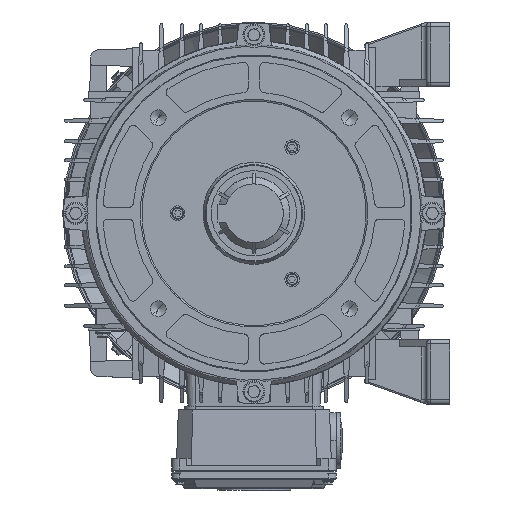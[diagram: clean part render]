
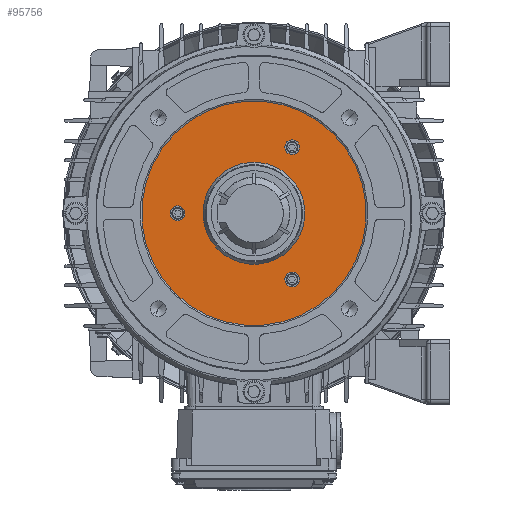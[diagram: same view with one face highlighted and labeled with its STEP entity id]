
A CAD part, left-side view. The second image highlights one B-rep face of the part: STEP entity #95756.
In plain terms, the highlighted planar face has unit normal (-1, 0, 0).
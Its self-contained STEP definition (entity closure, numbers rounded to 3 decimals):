
#2849 = FACE_OUTER_BOUND ( 'NONE', #6890, .T. ) ;
#3064 = CIRCLE ( 'NONE', #34691, 34.732 ) ;
#4120 = CIRCLE ( 'NONE', #135662, 5. ) ;
#6890 = EDGE_LOOP ( 'NONE', ( #136914, #154067 ) ) ;
#7297 = AXIS2_PLACEMENT_3D ( 'NONE', #112717, #36745, #125485 ) ;
#8448 = EDGE_CURVE ( 'NONE', #93013, #83495, #96044, .T. ) ;
#10384 = CARTESIAN_POINT ( 'NONE',  ( 3., 13.459, 45.228 ) ) ;
#11864 = CARTESIAN_POINT ( 'NONE',  ( 3., 0., -76.5 ) ) ;
#12775 = EDGE_LOOP ( 'NONE', ( #104851, #154785 ) ) ;
#13300 = AXIS2_PLACEMENT_3D ( 'NONE', #37597, #126371, #50341 ) ;
#18442 = VERTEX_POINT ( 'NONE', #146066 ) ;
#20398 = AXIS2_PLACEMENT_3D ( 'NONE', #59887, #148574, #72658 ) ;
#20976 = VERTEX_POINT ( 'NONE', #33371 ) ;
#22331 = CARTESIAN_POINT ( 'NONE',  ( 3., -50.228, -8.459 ) ) ;
#23867 = CIRCLE ( 'NONE', #153760, 76.5 ) ;
#26342 = VERTEX_POINT ( 'NONE', #10384 ) ;
#28793 = CARTESIAN_POINT ( 'NONE',  ( 3., -50.228, -13.459 ) ) ;
#30772 = EDGE_CURVE ( 'NONE', #122402, #50048, #23867, .T. ) ;
#33371 = CARTESIAN_POINT ( 'NONE',  ( 3., 36.77, -31.77 ) ) ;
#33989 = CARTESIAN_POINT ( 'NONE',  ( 3., 0., 0. ) ) ;
#34691 = AXIS2_PLACEMENT_3D ( 'NONE', #136417, #60441, #149154 ) ;
#36541 = FACE_BOUND ( 'NONE', #12775, .T. ) ;
#36745 = DIRECTION ( 'NONE',  ( -1., 0., 0. ) ) ;
#37597 = CARTESIAN_POINT ( 'NONE',  ( 3., 0., 0. ) ) ;
#38486 = CARTESIAN_POINT ( 'NONE',  ( 3., 0., 0. ) ) ;
#39518 = VERTEX_POINT ( 'NONE', #142143 ) ;
#40253 = ORIENTED_EDGE ( 'NONE', *, *, #53405, .F. ) ;
#41555 = DIRECTION ( 'NONE',  ( 0., 0.866, -0.5 ) ) ;
#43800 = CARTESIAN_POINT ( 'NONE',  ( 3., 0., 76.5 ) ) ;
#45797 = DIRECTION ( 'NONE',  ( 0., 0., -1. ) ) ;
#46704 = DIRECTION ( 'NONE',  ( 0., 0., 1. ) ) ;
#48341 = DIRECTION ( 'NONE',  ( -1., 0., 0. ) ) ;
#49645 = VERTEX_POINT ( 'NONE', #130361 ) ;
#50048 = VERTEX_POINT ( 'NONE', #11864 ) ;
#50341 = DIRECTION ( 'NONE',  ( 0., 0., 1. ) ) ;
#51219 = DIRECTION ( 'NONE',  ( 0., 0., 1. ) ) ;
#52425 = ORIENTED_EDGE ( 'NONE', *, *, #98157, .F. ) ;
#53144 = AXIS2_PLACEMENT_3D ( 'NONE', #28793, #117580, #41555 ) ;
#53405 = EDGE_CURVE ( 'NONE', #83495, #93013, #76201, .T. ) ;
#59887 = CARTESIAN_POINT ( 'NONE',  ( 3., 36.77, -36.77 ) ) ;
#60441 = DIRECTION ( 'NONE',  ( -1., 0., 0. ) ) ;
#60514 = ORIENTED_EDGE ( 'NONE', *, *, #84748, .F. ) ;
#63375 = CARTESIAN_POINT ( 'NONE',  ( 3., 13.459, 50.228 ) ) ;
#69359 = AXIS2_PLACEMENT_3D ( 'NONE', #33989, #122753, #46704 ) ;
#70382 = FACE_BOUND ( 'NONE', #126774, .T. ) ;
#72658 = DIRECTION ( 'NONE',  ( 0., 0., 1. ) ) ;
#73527 = DIRECTION ( 'NONE',  ( -1., 0., 0. ) ) ;
#74308 = FACE_BOUND ( 'NONE', #81091, .T. ) ;
#76120 = DIRECTION ( 'NONE',  ( 0., -0.866, -0.5 ) ) ;
#76201 = CIRCLE ( 'NONE', #7297, 5. ) ;
#81091 = EDGE_LOOP ( 'NONE', ( #108057, #52425 ) ) ;
#83495 = VERTEX_POINT ( 'NONE', #155068 ) ;
#84279 = EDGE_CURVE ( 'NONE', #18442, #39518, #139695, .T. ) ;
#84748 = EDGE_CURVE ( 'NONE', #49645, #20976, #159242, .T. ) ;
#93013 = VERTEX_POINT ( 'NONE', #22331 ) ;
#95756 = ADVANCED_FACE ( 'NONE', ( #70382, #74308, #104056, #36541, #2849 ), #146785, .F. ) ;
#96044 = CIRCLE ( 'NONE', #53144, 5. ) ;
#96298 = CARTESIAN_POINT ( 'NONE',  ( 3., 34.732, 0. ) ) ;
#98157 = EDGE_CURVE ( 'NONE', #26342, #163784, #4120, .T. ) ;
#98827 = AXIS2_PLACEMENT_3D ( 'NONE', #124358, #48341, #137108 ) ;
#100633 = ORIENTED_EDGE ( 'NONE', *, *, #8448, .F. ) ;
#104056 = FACE_BOUND ( 'NONE', #159562, .T. ) ;
#104851 = ORIENTED_EDGE ( 'NONE', *, *, #84279, .F. ) ;
#105221 = CIRCLE ( 'NONE', #98827, 5. ) ;
#108057 = ORIENTED_EDGE ( 'NONE', *, *, #127444, .F. ) ;
#112717 = CARTESIAN_POINT ( 'NONE',  ( 3., -50.228, -13.459 ) ) ;
#117580 = DIRECTION ( 'NONE',  ( -1., 0., 0. ) ) ;
#121477 = EDGE_CURVE ( 'NONE', #20976, #49645, #142914, .T. ) ;
#121576 = ORIENTED_EDGE ( 'NONE', *, *, #121477, .F. ) ;
#121867 = DIRECTION ( 'NONE',  ( 1., 0., 0. ) ) ;
#122402 = VERTEX_POINT ( 'NONE', #43800 ) ;
#122641 = EDGE_CURVE ( 'NONE', #50048, #122402, #142126, .T. ) ;
#122753 = DIRECTION ( 'NONE',  ( -1., 0., 0. ) ) ;
#123909 = EDGE_CURVE ( 'NONE', #39518, #18442, #3064, .T. ) ;
#124358 = CARTESIAN_POINT ( 'NONE',  ( 3., 13.459, 50.228 ) ) ;
#125485 = DIRECTION ( 'NONE',  ( 0., 0.866, -0.5 ) ) ;
#126371 = DIRECTION ( 'NONE',  ( -1., 0., 0. ) ) ;
#126774 = EDGE_LOOP ( 'NONE', ( #100633, #40253 ) ) ;
#127239 = DIRECTION ( 'NONE',  ( -1., 0., 0. ) ) ;
#127444 = EDGE_CURVE ( 'NONE', #163784, #26342, #105221, .T. ) ;
#130361 = CARTESIAN_POINT ( 'NONE',  ( 3., 36.77, -41.77 ) ) ;
#135662 = AXIS2_PLACEMENT_3D ( 'NONE', #63375, #151993, #76120 ) ;
#136417 = CARTESIAN_POINT ( 'NONE',  ( 3., 0., 0. ) ) ;
#136914 = ORIENTED_EDGE ( 'NONE', *, *, #30772, .T. ) ;
#137108 = DIRECTION ( 'NONE',  ( 0., -0.866, -0.5 ) ) ;
#137386 = CARTESIAN_POINT ( 'NONE',  ( 3., 13.459, 55.228 ) ) ;
#139695 = CIRCLE ( 'NONE', #69359, 34.732 ) ;
#140733 = AXIS2_PLACEMENT_3D ( 'NONE', #96298, #121867, #45797 ) ;
#142126 = CIRCLE ( 'NONE', #13300, 76.5 ) ;
#142143 = CARTESIAN_POINT ( 'NONE',  ( 3., 0., 34.732 ) ) ;
#142914 = CIRCLE ( 'NONE', #156603, 5. ) ;
#146066 = CARTESIAN_POINT ( 'NONE',  ( 3., 0., -34.732 ) ) ;
#146785 = PLANE ( 'NONE',  #140733 ) ;
#148574 = DIRECTION ( 'NONE',  ( -1., 0., 0. ) ) ;
#149154 = DIRECTION ( 'NONE',  ( 0., 0., 1. ) ) ;
#149455 = CARTESIAN_POINT ( 'NONE',  ( 3., 36.77, -36.77 ) ) ;
#151993 = DIRECTION ( 'NONE',  ( -1., 0., 0. ) ) ;
#153760 = AXIS2_PLACEMENT_3D ( 'NONE', #38486, #127239, #51219 ) ;
#154067 = ORIENTED_EDGE ( 'NONE', *, *, #122641, .T. ) ;
#154785 = ORIENTED_EDGE ( 'NONE', *, *, #123909, .F. ) ;
#155068 = CARTESIAN_POINT ( 'NONE',  ( 3., -50.228, -18.459 ) ) ;
#156603 = AXIS2_PLACEMENT_3D ( 'NONE', #149455, #73527, #162094 ) ;
#159242 = CIRCLE ( 'NONE', #20398, 5. ) ;
#159562 = EDGE_LOOP ( 'NONE', ( #121576, #60514 ) ) ;
#162094 = DIRECTION ( 'NONE',  ( 0., 0., 1. ) ) ;
#163784 = VERTEX_POINT ( 'NONE', #137386 ) ;
